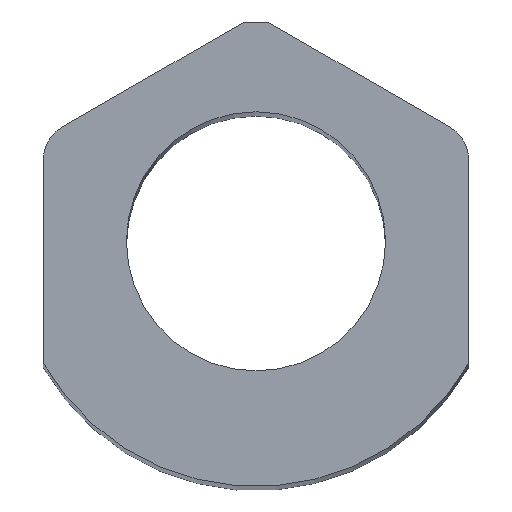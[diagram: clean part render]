
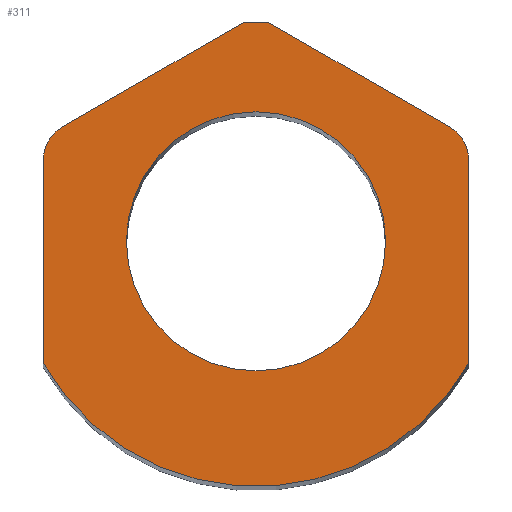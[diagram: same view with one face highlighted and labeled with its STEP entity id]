
A CAD part, top view. The second image highlights one B-rep face of the part: STEP entity #311.
In plain terms, the highlighted planar face has unit normal (0, 0, 1).
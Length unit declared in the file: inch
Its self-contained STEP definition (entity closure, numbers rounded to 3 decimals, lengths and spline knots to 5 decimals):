
#112=CARTESIAN_POINT('',(0.,0.,0.));
#113=DIRECTION('',(0.,0.,-1.));
#114=DIRECTION('',(1.,0.,0.));
#115=AXIS2_PLACEMENT_3D('',#112,#113,#114);
#117=CARTESIAN_POINT('',(0.,0.,0.));
#118=DIRECTION('',(0.,0.,-1.));
#119=DIRECTION('',(-1.,0.,0.));
#120=AXIS2_PLACEMENT_3D('',#117,#118,#119);
#122=DIRECTION('',(1.,0.,0.));
#123=VECTOR('',#122,0.22925);
#124=CARTESIAN_POINT('',(-0.11462,2.125,0.));
#125=LINE('',#124,#123);
#126=DIRECTION('',(0.866,-0.5,0.));
#127=VECTOR('',#126,2.02982);
#128=CARTESIAN_POINT('',(0.11462,2.125,0.));
#129=LINE('',#128,#127);
#130=CARTESIAN_POINT('',(1.6825,0.781,0.));
#131=DIRECTION('',(0.,0.,-1.));
#132=DIRECTION('',(0.5,0.866,0.));
#133=AXIS2_PLACEMENT_3D('',#130,#131,#132);
#135=DIRECTION('',(0.,-1.,0.));
#136=VECTOR('',#135,1.95859);
#137=CARTESIAN_POINT('',(2.0625,0.781,0.));
#138=LINE('',#137,#136);
#139=CARTESIAN_POINT('',(0.,0.,0.));
#140=DIRECTION('',(0.,0.,-1.));
#141=DIRECTION('',(0.868,-0.496,0.));
#142=AXIS2_PLACEMENT_3D('',#139,#140,#141);
#144=DIRECTION('',(0.,1.,0.));
#145=VECTOR('',#144,1.95859);
#146=CARTESIAN_POINT('',(-2.0625,-1.17759,0.));
#147=LINE('',#146,#145);
#148=CARTESIAN_POINT('',(-1.6825,0.781,0.));
#149=DIRECTION('',(0.,0.,-1.));
#150=DIRECTION('',(-1.,0.,0.));
#151=AXIS2_PLACEMENT_3D('',#148,#149,#150);
#153=DIRECTION('',(0.866,0.5,0.));
#154=VECTOR('',#153,2.02982);
#155=CARTESIAN_POINT('',(-1.8725,1.11009,0.));
#156=LINE('',#155,#154);
#242=CARTESIAN_POINT('',(-0.11462,2.125,0.));
#243=CARTESIAN_POINT('',(0.11462,2.125,0.));
#244=VERTEX_POINT('',#242);
#245=VERTEX_POINT('',#243);
#246=CARTESIAN_POINT('',(-1.8725,1.11009,0.));
#247=VERTEX_POINT('',#246);
#248=CARTESIAN_POINT('',(-2.0625,0.781,0.));
#249=VERTEX_POINT('',#248);
#250=CARTESIAN_POINT('',(-2.0625,-1.17759,0.));
#251=VERTEX_POINT('',#250);
#252=CARTESIAN_POINT('',(2.0625,0.781,0.));
#253=CARTESIAN_POINT('',(2.0625,-1.17759,0.));
#254=VERTEX_POINT('',#252);
#255=VERTEX_POINT('',#253);
#256=CARTESIAN_POINT('',(1.8725,1.11009,0.));
#257=VERTEX_POINT('',#256);
#274=CARTESIAN_POINT('',(1.255,0.,0.));
#275=CARTESIAN_POINT('',(-1.255,0.,0.));
#276=VERTEX_POINT('',#274);
#277=VERTEX_POINT('',#275);
#282=CARTESIAN_POINT('',(0.,0.,0.));
#283=DIRECTION('',(0.,0.,1.));
#284=DIRECTION('',(1.,0.,0.));
#285=AXIS2_PLACEMENT_3D('',#282,#283,#284);
#286=PLANE('',#285);
#288=ORIENTED_EDGE('',*,*,#287,.T.);
#290=ORIENTED_EDGE('',*,*,#289,.T.);
#292=ORIENTED_EDGE('',*,*,#291,.T.);
#294=ORIENTED_EDGE('',*,*,#293,.T.);
#296=ORIENTED_EDGE('',*,*,#295,.T.);
#298=ORIENTED_EDGE('',*,*,#297,.T.);
#300=ORIENTED_EDGE('',*,*,#299,.T.);
#302=ORIENTED_EDGE('',*,*,#301,.T.);
#303=EDGE_LOOP('',(#288,#290,#292,#294,#296,#298,#300,#302));
#304=FACE_OUTER_BOUND('',#303,.F.);
#306=ORIENTED_EDGE('',*,*,#305,.F.);
#308=ORIENTED_EDGE('',*,*,#307,.F.);
#309=EDGE_LOOP('',(#306,#308));
#310=FACE_BOUND('',#309,.F.);
#311=ADVANCED_FACE('',(#304,#310),#286,.T.);
#116=CIRCLE('',#115,1.255);
#121=CIRCLE('',#120,1.255);
#134=CIRCLE('',#133,0.38);
#143=CIRCLE('',#142,2.375);
#152=CIRCLE('',#151,0.38);
#287=EDGE_CURVE('',#244,#245,#125,.T.);
#289=EDGE_CURVE('',#245,#257,#129,.T.);
#291=EDGE_CURVE('',#257,#254,#134,.T.);
#293=EDGE_CURVE('',#254,#255,#138,.T.);
#295=EDGE_CURVE('',#255,#251,#143,.T.);
#297=EDGE_CURVE('',#251,#249,#147,.T.);
#299=EDGE_CURVE('',#249,#247,#152,.T.);
#301=EDGE_CURVE('',#247,#244,#156,.T.);
#305=EDGE_CURVE('',#276,#277,#116,.T.);
#307=EDGE_CURVE('',#277,#276,#121,.T.);
